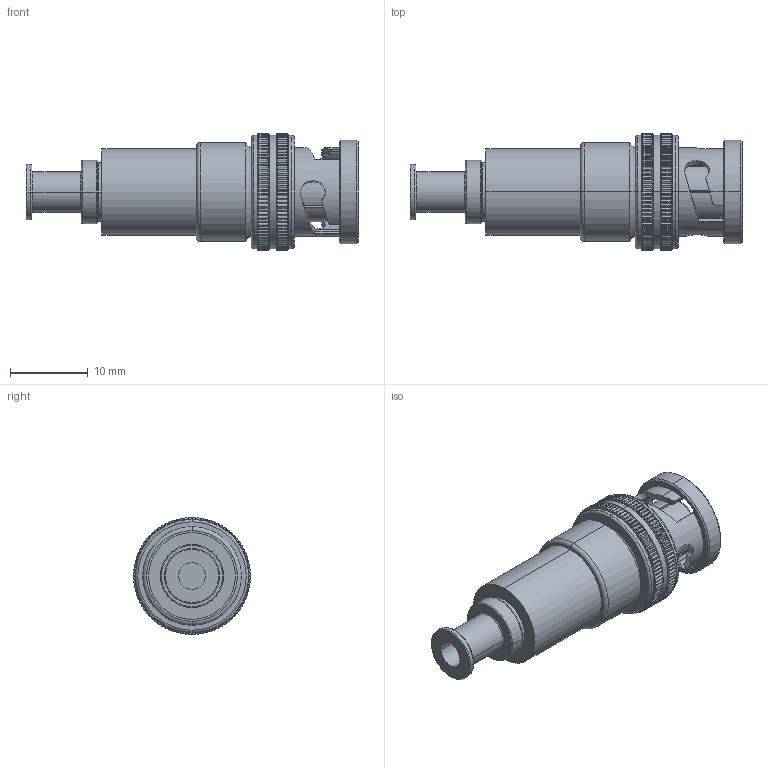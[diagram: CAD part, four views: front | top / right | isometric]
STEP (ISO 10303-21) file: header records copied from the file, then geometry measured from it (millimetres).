
FILE_DESCRIPTION (( 'STEP AP214' ), '1' );
FILE_NAME ('FMCN10-06031-231_3D.step', '2024-03-01T21:29:03', ( '' ), ( '' ), 'SwSTEP 2.0', 'SolidWorks 2022', '' );
FILE_SCHEMA (( 'AUTOMOTIVE_DESIGN' ));
Length unit declared in the file: inch
Products named in the file (3): Copy of 10-06031-206-MA2^FMCN10-06031-231; FMCN10-06031-231_3D; Copy of 10-06031-206-MA1^FMCN10-06031-231
Assembly tree (2 placements, depth 2):
  FMCN10-06031-231_3D
    Copy of 10-06031-206-MA1^FMCN10-06031-231
    Copy of 10-06031-206-MA2^FMCN10-06031-231
Bounding box: 42.72 x 15.05 x 15.05 mm (x, y, z)
Volume: 3622.4 mm3; surface area: 3150.8 mm2
Topology: 2 solids, 2 shells, 1180 faces, 3437 edges, 2274 vertices
Faces by surface type: cylinder 685, torus 386, plane 72, cone 22, bspline 15
Entity records: 44982 total; most frequent: CARTESIAN_POINT 13467, ORIENTED_EDGE 6870, DIRECTION 6462, EDGE_CURVE 3435, AXIS2_PLACEMENT_3D 2822, VERTEX_POINT 2274, CIRCLE 1652, EDGE_LOOP 1203
